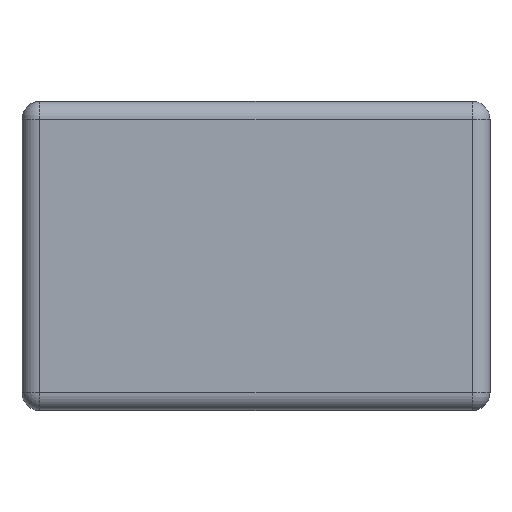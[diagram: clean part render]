
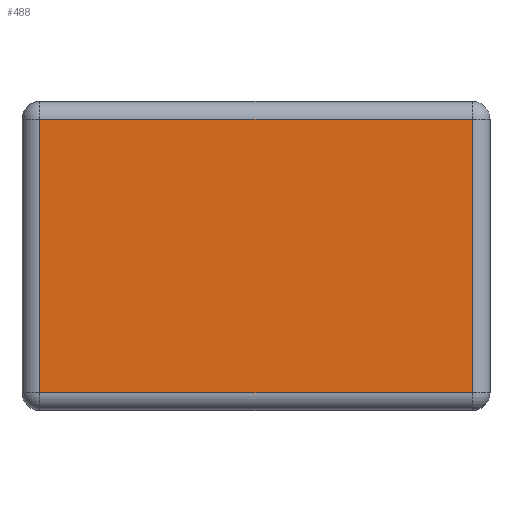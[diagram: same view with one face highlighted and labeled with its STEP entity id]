
A CAD part, front view. The second image highlights one B-rep face of the part: STEP entity #488.
In plain terms, the highlighted planar face has unit normal (0, -1, 0).
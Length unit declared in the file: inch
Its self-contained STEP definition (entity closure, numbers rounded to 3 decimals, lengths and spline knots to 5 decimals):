
#22=PLANE('',#581);
#35=LINE('',#1108,#61);
#37=LINE('',#1111,#63);
#40=LINE('',#1116,#66);
#45=LINE('',#1125,#71);
#61=VECTOR('',#720,0.96457);
#63=VECTOR('',#724,0.61024);
#66=VECTOR('',#731,0.61024);
#71=VECTOR('',#744,0.96457);
#124=FACE_OUTER_BOUND('',#158,.T.);
#158=EDGE_LOOP('',(#427,#428,#429,#430));
#207=VERTEX_POINT('',#772);
#210=VERTEX_POINT('',#779);
#218=VERTEX_POINT('',#799);
#222=VERTEX_POINT('',#807);
#299=EDGE_CURVE('',#218,#222,#35,.T.);
#301=EDGE_CURVE('',#222,#210,#37,.T.);
#304=EDGE_CURVE('',#207,#218,#40,.T.);
#309=EDGE_CURVE('',#207,#210,#45,.T.);
#427=ORIENTED_EDGE('',*,*,#309,.F.);
#428=ORIENTED_EDGE('',*,*,#304,.T.);
#429=ORIENTED_EDGE('',*,*,#299,.T.);
#430=ORIENTED_EDGE('',*,*,#301,.T.);
#488=ADVANCED_FACE('',(#124),#22,.T.);
#581=AXIS2_PLACEMENT_3D('',#1124,#742,#743);
#720=DIRECTION('',(-1.,0.,0.));
#724=DIRECTION('',(0.,0.,-1.));
#731=DIRECTION('',(0.,0.,1.));
#742=DIRECTION('center_axis',(0.,-1.,0.));
#743=DIRECTION('ref_axis',(0.,0.,-1.));
#744=DIRECTION('',(-1.,0.,0.));
#772=CARTESIAN_POINT('',(0.48228,0.,-0.30512));
#779=CARTESIAN_POINT('',(-0.48228,0.,-0.30512));
#799=CARTESIAN_POINT('',(0.48228,0.,0.30512));
#807=CARTESIAN_POINT('',(-0.48228,0.,0.30512));
#1108=CARTESIAN_POINT('',(0.48228,0.,0.30512));
#1111=CARTESIAN_POINT('',(-0.48228,0.,0.30512));
#1116=CARTESIAN_POINT('',(0.48228,0.,-0.30512));
#1124=CARTESIAN_POINT('Origin',(-0.52165,0.,-0.34449));
#1125=CARTESIAN_POINT('',(0.48228,0.,-0.30512));
